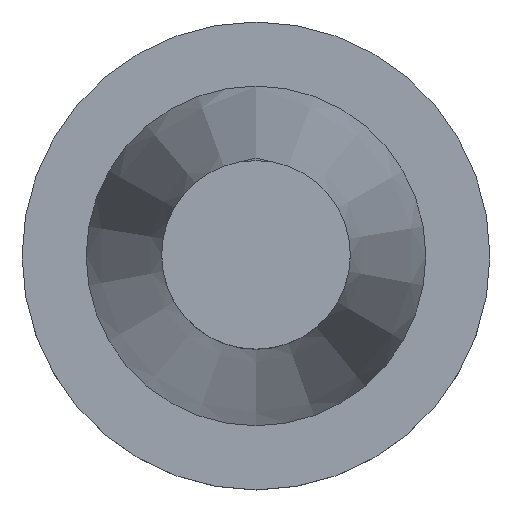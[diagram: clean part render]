
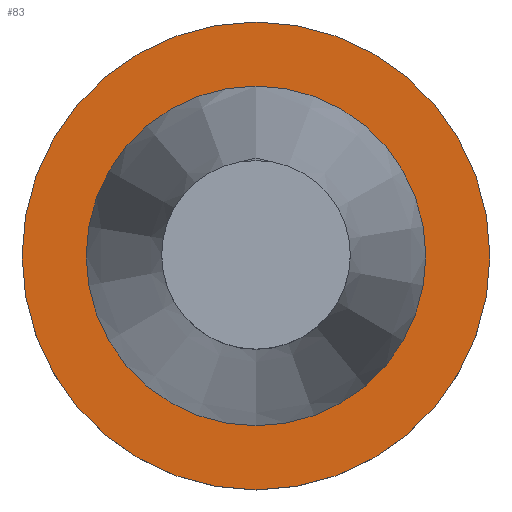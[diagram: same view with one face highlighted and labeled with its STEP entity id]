
A CAD part, top view. The second image highlights one B-rep face of the part: STEP entity #83.
In plain terms, the highlighted planar face has unit normal (0, 0, 1).
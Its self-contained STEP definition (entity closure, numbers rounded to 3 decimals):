
#43=FACE_BOUND('',#107,.T.);
#44=FACE_BOUND('',#108,.T.);
#83=ADVANCED_FACE('',(#43,#44),#92,.F.);
#92=PLANE('',#272);
#107=EDGE_LOOP('',(#138));
#108=EDGE_LOOP('',(#139,#140));
#138=ORIENTED_EDGE('',*,*,#204,.F.);
#139=ORIENTED_EDGE('',*,*,#203,.T.);
#140=ORIENTED_EDGE('',*,*,#201,.T.);
#176=VERTEX_POINT('',#381);
#178=VERTEX_POINT('',#384);
#180=VERTEX_POINT('',#390);
#201=EDGE_CURVE('',#178,#176,#224,.T.);
#203=EDGE_CURVE('',#176,#178,#225,.T.);
#204=EDGE_CURVE('',#180,#180,#226,.T.);
#224=CIRCLE('',#268,35.392);
#225=CIRCLE('',#269,35.392);
#226=CIRCLE('',#271,48.75);
#268=AXIS2_PLACEMENT_3D('',#383,#314,#315);
#269=AXIS2_PLACEMENT_3D('',#387,#317,#318);
#271=AXIS2_PLACEMENT_3D('',#389,#321,#322);
#272=AXIS2_PLACEMENT_3D('',#391,#323,#324);
#314=DIRECTION('',(0.,0.,-1.));
#315=DIRECTION('',(-1.,0.,0.));
#317=DIRECTION('',(0.,0.,-1.));
#318=DIRECTION('',(-1.,0.,0.));
#321=DIRECTION('',(0.,0.,-1.));
#322=DIRECTION('',(-1.,0.,0.));
#323=DIRECTION('',(0.,0.,-1.));
#324=DIRECTION('',(0.,1.,0.));
#381=CARTESIAN_POINT('',(0.,35.392,-3.2));
#383=CARTESIAN_POINT('',(0.,0.,-3.2));
#384=CARTESIAN_POINT('',(0.,-35.392,-3.2));
#387=CARTESIAN_POINT('',(0.,0.,-3.2));
#389=CARTESIAN_POINT('',(0.,0.,-3.2));
#390=CARTESIAN_POINT('',(-48.75,0.,-3.2));
#391=CARTESIAN_POINT('',(0.,0.,-3.2));
